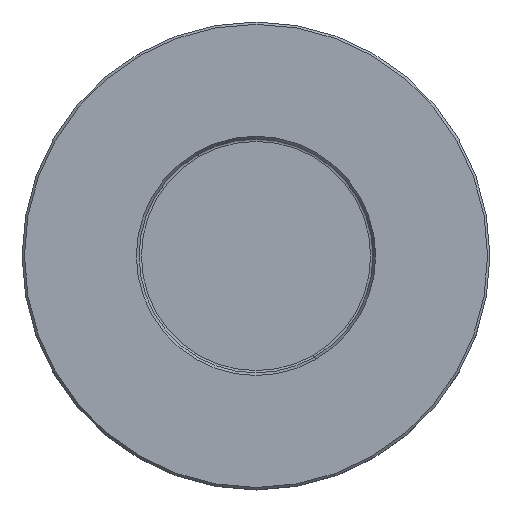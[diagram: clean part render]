
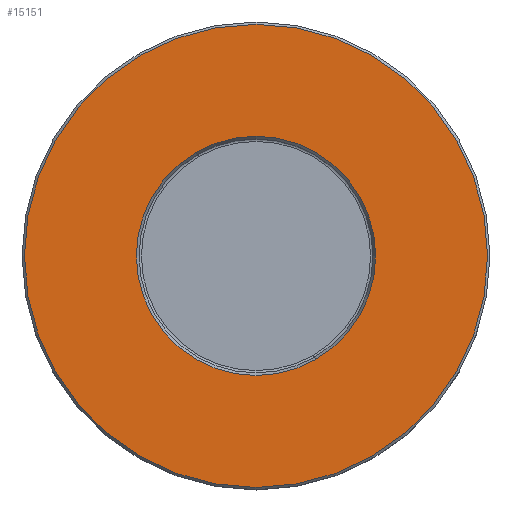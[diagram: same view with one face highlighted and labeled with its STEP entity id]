
A CAD part, top view. The second image highlights one B-rep face of the part: STEP entity #15151.
In plain terms, the highlighted planar face has unit normal (0, 0, 1).
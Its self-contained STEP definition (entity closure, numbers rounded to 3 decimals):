
#224=CARTESIAN_POINT('',(0.,0.,61.5));
#225=DIRECTION('',(0.,0.,-1.));
#226=DIRECTION('',(-0.5,0.866,0.));
#227=AXIS2_PLACEMENT_3D('',#224,#225,#226);
#232=CARTESIAN_POINT('',(0.,0.,61.5));
#233=DIRECTION('',(0.,0.,1.));
#234=DIRECTION('',(-0.5,0.866,0.));
#235=AXIS2_PLACEMENT_3D('',#232,#233,#234);
#240=CARTESIAN_POINT('',(0.,0.,61.5));
#241=DIRECTION('',(0.,0.,1.));
#242=DIRECTION('',(-0.5,0.866,0.));
#243=AXIS2_PLACEMENT_3D('',#240,#241,#242);
#262=CARTESIAN_POINT('',(0.,0.,61.5));
#263=DIRECTION('',(0.,0.,-1.));
#264=DIRECTION('',(-0.5,0.866,0.));
#265=AXIS2_PLACEMENT_3D('',#262,#263,#264);
#14767=CARTESIAN_POINT('',(-12.789,22.151,61.5));
#14768=VERTEX_POINT('',#14767);
#14769=CARTESIAN_POINT('',(-24.75,42.868,61.5));
#14771=VERTEX_POINT('',#14769);
#14833=CARTESIAN_POINT('',(12.789,-22.151,61.5));
#14834=VERTEX_POINT('',#14833);
#14835=CARTESIAN_POINT('',(24.75,-42.868,61.5));
#14837=VERTEX_POINT('',#14835);
#15136=CARTESIAN_POINT('',(0.,0.,61.5));
#15137=DIRECTION('',(0.,0.,1.));
#15138=DIRECTION('',(0.5,-0.866,0.));
#15139=AXIS2_PLACEMENT_3D('',#15136,#15137,#15138);
#15140=PLANE('',#15139);
#15142=ORIENTED_EDGE('',*,*,#15141,.F.);
#15144=ORIENTED_EDGE('',*,*,#15143,.T.);
#15145=EDGE_LOOP('',(#15142,#15144));
#15146=FACE_OUTER_BOUND('',#15145,.F.);
#15147=ORIENTED_EDGE('',*,*,#15115,.F.);
#15148=ORIENTED_EDGE('',*,*,#15131,.T.);
#15149=EDGE_LOOP('',(#15147,#15148));
#15150=FACE_BOUND('',#15149,.F.);
#15151=ADVANCED_FACE('',(#15146,#15150),#15140,.T.);
#228=CIRCLE('',#227,25.577);
#236=CIRCLE('',#235,25.577);
#244=CIRCLE('',#243,49.5);
#266=CIRCLE('',#265,49.5);
#15115=EDGE_CURVE('',#14768,#14834,#228,.T.);
#15131=EDGE_CURVE('',#14768,#14834,#236,.T.);
#15141=EDGE_CURVE('',#14771,#14837,#244,.T.);
#15143=EDGE_CURVE('',#14771,#14837,#266,.T.);
